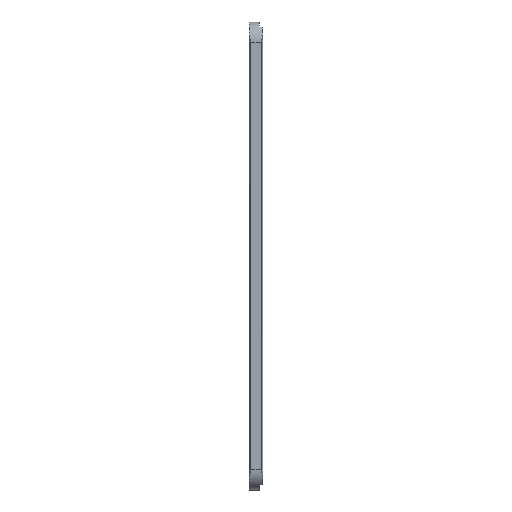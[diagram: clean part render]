
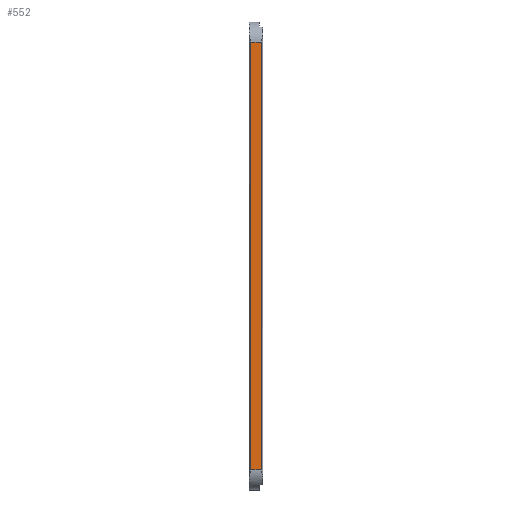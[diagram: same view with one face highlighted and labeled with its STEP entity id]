
A CAD part, front view. The second image highlights one B-rep face of the part: STEP entity #552.
In plain terms, the highlighted planar face has unit normal (0, -1, 0).
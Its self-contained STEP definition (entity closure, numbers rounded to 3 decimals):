
#16 = VERTEX_POINT ( 'NONE', #1309 ) ;
#57 = CARTESIAN_POINT ( 'NONE',  ( 1.5, -6., -6. ) ) ;
#60 = CARTESIAN_POINT ( 'NONE',  ( -1.5, -6., -140. ) ) ;
#154 = AXIS2_PLACEMENT_3D ( 'NONE', #60, #434, #1273 ) ;
#160 = CARTESIAN_POINT ( 'NONE',  ( -2., -6., -6. ) ) ;
#176 = EDGE_CURVE ( 'NONE', #16, #289, #240, .T. ) ;
#203 = LINE ( 'NONE', #1094, #1009 ) ;
#213 = EDGE_CURVE ( 'NONE', #16, #445, #203, .T. ) ;
#218 = CARTESIAN_POINT ( 'NONE',  ( 1.5, -6., -140. ) ) ;
#231 = ORIENTED_EDGE ( 'NONE', *, *, #213, .T. ) ;
#240 = LINE ( 'NONE', #750, #539 ) ;
#253 = ORIENTED_EDGE ( 'NONE', *, *, #176, .F. ) ;
#289 = VERTEX_POINT ( 'NONE', #524 ) ;
#298 = EDGE_CURVE ( 'NONE', #445, #847, #340, .T. ) ;
#340 = LINE ( 'NONE', #218, #945 ) ;
#434 = DIRECTION ( 'NONE',  ( 0., -1., 0. ) ) ;
#445 = VERTEX_POINT ( 'NONE', #773 ) ;
#492 = DIRECTION ( 'NONE',  ( 0., 0., 1. ) ) ;
#524 = CARTESIAN_POINT ( 'NONE',  ( -1.5, -6., -6. ) ) ;
#537 = DIRECTION ( 'NONE',  ( 1., 0., 0. ) ) ;
#539 = VECTOR ( 'NONE', #492, 1000. ) ;
#552 = ADVANCED_FACE ( 'NONE', ( #924 ), #1534, .T. ) ;
#750 = CARTESIAN_POINT ( 'NONE',  ( -1.5, -6., -140. ) ) ;
#773 = CARTESIAN_POINT ( 'NONE',  ( 1.5, -6., -134. ) ) ;
#847 = VERTEX_POINT ( 'NONE', #57 ) ;
#923 = VECTOR ( 'NONE', #537, 1000. ) ;
#924 = FACE_OUTER_BOUND ( 'NONE', #1494, .T. ) ;
#945 = VECTOR ( 'NONE', #1060, 1000. ) ;
#1009 = VECTOR ( 'NONE', #1210, 1000. ) ;
#1060 = DIRECTION ( 'NONE',  ( 0., 0., 1. ) ) ;
#1094 = CARTESIAN_POINT ( 'NONE',  ( -2., -6., -134. ) ) ;
#1096 = EDGE_CURVE ( 'NONE', #289, #847, #1580, .T. ) ;
#1210 = DIRECTION ( 'NONE',  ( 1., 0., 0. ) ) ;
#1273 = DIRECTION ( 'NONE',  ( 0., 0., -1. ) ) ;
#1309 = CARTESIAN_POINT ( 'NONE',  ( -1.5, -6., -134. ) ) ;
#1320 = ORIENTED_EDGE ( 'NONE', *, *, #298, .T. ) ;
#1412 = ORIENTED_EDGE ( 'NONE', *, *, #1096, .F. ) ;
#1494 = EDGE_LOOP ( 'NONE', ( #231, #1320, #1412, #253 ) ) ;
#1534 = PLANE ( 'NONE',  #154 ) ;
#1580 = LINE ( 'NONE', #160, #923 ) ;
